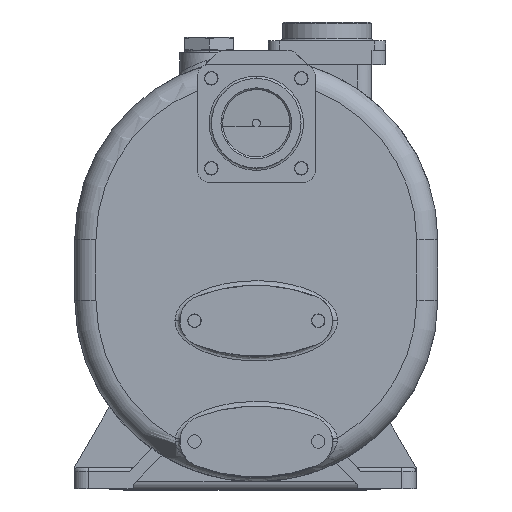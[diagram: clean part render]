
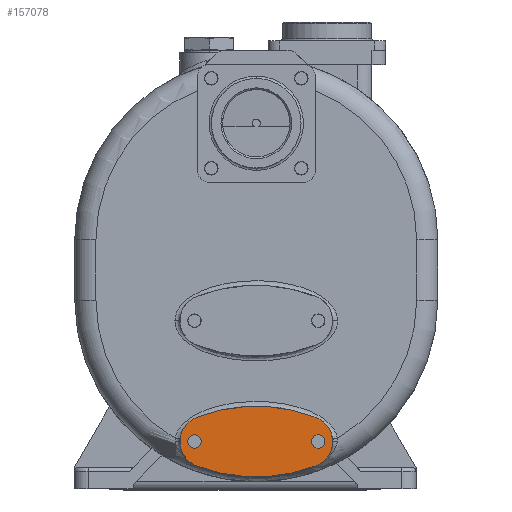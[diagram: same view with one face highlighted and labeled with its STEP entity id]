
A CAD part, top view. The second image highlights one B-rep face of the part: STEP entity #157078.
In plain terms, the highlighted planar face has unit normal (0, 0, 1).
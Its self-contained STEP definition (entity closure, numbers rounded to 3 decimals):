
#156875=CARTESIAN_POINT('',(9.502,149.,70.));
#156876=DIRECTION('',(0.,0.,1.));
#156877=DIRECTION('',(-0.362,-0.932,0.));
#156878=AXIS2_PLACEMENT_3D('',#156875,#156876,#156877);
#156880=CARTESIAN_POINT('',(-33.207,39.,70.));
#156881=DIRECTION('',(0.,0.,1.));
#156882=DIRECTION('',(-0.362,0.932,0.));
#156883=AXIS2_PLACEMENT_3D('',#156880,#156881,#156882);
#156885=CARTESIAN_POINT('',(9.502,-71.,70.));
#156886=DIRECTION('',(0.,0.,1.));
#156887=DIRECTION('',(0.362,0.932,0.));
#156888=AXIS2_PLACEMENT_3D('',#156885,#156886,#156887);
#156890=CARTESIAN_POINT('',(52.21,39.,70.));
#156891=DIRECTION('',(0.,0.,1.));
#156892=DIRECTION('',(0.362,-0.932,0.));
#156893=AXIS2_PLACEMENT_3D('',#156890,#156891,#156892);
#156895=CARTESIAN_POINT('',(62.01,39.,70.));
#156896=DIRECTION('',(0.,0.,1.));
#156897=DIRECTION('',(1.,0.,0.));
#156898=AXIS2_PLACEMENT_3D('',#156895,#156896,#156897);
#156900=CARTESIAN_POINT('',(62.01,39.,70.));
#156901=DIRECTION('',(0.,0.,1.));
#156902=DIRECTION('',(-1.,0.,0.));
#156903=AXIS2_PLACEMENT_3D('',#156900,#156901,#156902);
#156905=CARTESIAN_POINT('',(-42.99,39.,70.));
#156906=DIRECTION('',(0.,0.,-1.));
#156907=DIRECTION('',(-1.,0.,0.));
#156908=AXIS2_PLACEMENT_3D('',#156905,#156906,#156907);
#156910=CARTESIAN_POINT('',(-42.99,39.,70.));
#156911=DIRECTION('',(0.,0.,-1.));
#156912=DIRECTION('',(1.,0.,0.));
#156913=AXIS2_PLACEMENT_3D('',#156910,#156911,#156912);
#156999=CARTESIAN_POINT('',(-41.16,18.488,70.));
#157000=CARTESIAN_POINT('',(60.163,18.488,70.));
#157001=VERTEX_POINT('',#156999);
#157002=VERTEX_POINT('',#157000);
#157003=CARTESIAN_POINT('',(60.163,59.512,70.));
#157004=VERTEX_POINT('',#157003);
#157005=CARTESIAN_POINT('',(-41.16,59.512,70.));
#157006=VERTEX_POINT('',#157005);
#157011=CARTESIAN_POINT('',(67.76,39.,70.));
#157012=CARTESIAN_POINT('',(56.26,39.,70.));
#157013=VERTEX_POINT('',#157011);
#157014=VERTEX_POINT('',#157012);
#157016=CARTESIAN_POINT('',(-48.74,39.,70.));
#157018=VERTEX_POINT('',#157016);
#157020=CARTESIAN_POINT('',(-37.24,39.,70.));
#157022=VERTEX_POINT('',#157020);
#157053=CARTESIAN_POINT('',(9.51,39.,70.));
#157054=DIRECTION('',(0.,0.,1.));
#157055=DIRECTION('',(-1.,0.,0.));
#157056=AXIS2_PLACEMENT_3D('',#157053,#157054,#157055);
#157057=PLANE('',#157056);
#157059=ORIENTED_EDGE('',*,*,#157058,.F.);
#157061=ORIENTED_EDGE('',*,*,#157060,.F.);
#157063=ORIENTED_EDGE('',*,*,#157062,.F.);
#157065=ORIENTED_EDGE('',*,*,#157064,.F.);
#157066=EDGE_LOOP('',(#157059,#157061,#157063,#157065));
#157067=FACE_OUTER_BOUND('',#157066,.F.);
#157069=ORIENTED_EDGE('',*,*,#157068,.T.);
#157071=ORIENTED_EDGE('',*,*,#157070,.T.);
#157072=EDGE_LOOP('',(#157069,#157071));
#157073=FACE_BOUND('',#157072,.F.);
#157074=ORIENTED_EDGE('',*,*,#157045,.F.);
#157075=ORIENTED_EDGE('',*,*,#157034,.F.);
#157076=EDGE_LOOP('',(#157074,#157075));
#157077=FACE_BOUND('',#157076,.F.);
#157078=ADVANCED_FACE('',(#157067,#157073,#157077),#157057,.T.);
#156879=CIRCLE('',#156878,140.);
#156884=CIRCLE('',#156883,22.);
#156889=CIRCLE('',#156888,140.);
#156894=CIRCLE('',#156893,22.);
#156899=CIRCLE('',#156898,5.75);
#156904=CIRCLE('',#156903,5.75);
#156909=CIRCLE('',#156908,5.75);
#156914=CIRCLE('',#156913,5.75);
#157034=EDGE_CURVE('',#157022,#157018,#156914,.T.);
#157045=EDGE_CURVE('',#157018,#157022,#156909,.T.);
#157058=EDGE_CURVE('',#157001,#157002,#156879,.T.);
#157060=EDGE_CURVE('',#157006,#157001,#156884,.T.);
#157062=EDGE_CURVE('',#157004,#157006,#156889,.T.);
#157064=EDGE_CURVE('',#157002,#157004,#156894,.T.);
#157068=EDGE_CURVE('',#157013,#157014,#156899,.T.);
#157070=EDGE_CURVE('',#157014,#157013,#156904,.T.);
